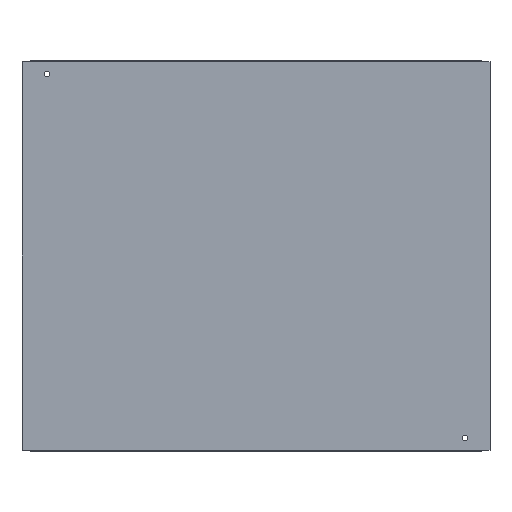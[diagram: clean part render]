
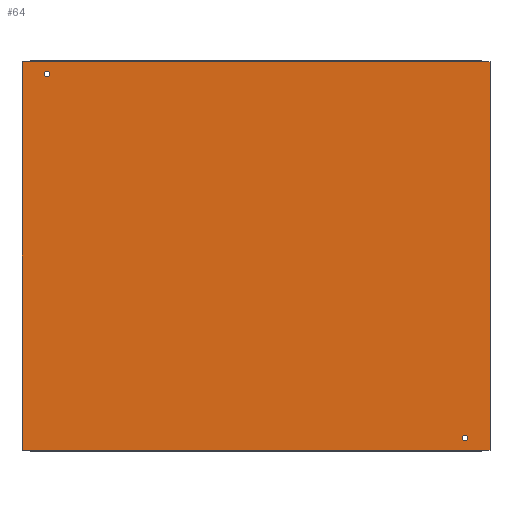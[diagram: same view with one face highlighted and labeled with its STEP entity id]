
A CAD part, front view. The second image highlights one B-rep face of the part: STEP entity #64.
In plain terms, the highlighted planar face has unit normal (0, -1, 0).
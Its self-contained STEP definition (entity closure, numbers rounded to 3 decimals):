
#64=ADVANCED_FACE('',(#119,#120,#121),#122,.F.);
#119=FACE_OUTER_BOUND('',#191,.T.);
#120=FACE_BOUND('',#192,.T.);
#121=FACE_BOUND('',#193,.T.);
#122=PLANE('',#194);
#191=EDGE_LOOP('',(#363,#364,#365,#366,#367,#368,#369,#370,#371,#372,#373,#374));
#192=EDGE_LOOP('',(#375,#376));
#193=EDGE_LOOP('',(#377,#378));
#194=AXIS2_PLACEMENT_3D('',#379,#380,#381);
#363=ORIENTED_EDGE('',*,*,#542,.F.);
#364=ORIENTED_EDGE('',*,*,#543,.F.);
#365=ORIENTED_EDGE('',*,*,#544,.F.);
#366=ORIENTED_EDGE('',*,*,#545,.F.);
#367=ORIENTED_EDGE('',*,*,#546,.F.);
#368=ORIENTED_EDGE('',*,*,#541,.T.);
#369=ORIENTED_EDGE('',*,*,#522,.F.);
#370=ORIENTED_EDGE('',*,*,#520,.F.);
#371=ORIENTED_EDGE('',*,*,#518,.F.);
#372=ORIENTED_EDGE('',*,*,#516,.F.);
#373=ORIENTED_EDGE('',*,*,#514,.F.);
#374=ORIENTED_EDGE('',*,*,#547,.F.);
#375=ORIENTED_EDGE('',*,*,#548,.T.);
#376=ORIENTED_EDGE('',*,*,#549,.T.);
#377=ORIENTED_EDGE('',*,*,#550,.T.);
#378=ORIENTED_EDGE('',*,*,#551,.T.);
#379=CARTESIAN_POINT('',(0.0,-1.5,-365.82));
#380=DIRECTION('',(0.0,1.0,0.0));
#381=DIRECTION('',(0.0,0.0,-1.0));
#514=EDGE_CURVE('',#614,#617,#618,.T.);
#516=EDGE_CURVE('',#617,#620,#621,.T.);
#518=EDGE_CURVE('',#620,#623,#624,.T.);
#520=EDGE_CURVE('',#623,#626,#627,.T.);
#522=EDGE_CURVE('',#626,#629,#630,.T.);
#541=EDGE_CURVE('',#649,#629,#658,.T.);
#542=EDGE_CURVE('',#659,#660,#661,.T.);
#543=EDGE_CURVE('',#662,#659,#663,.T.);
#544=EDGE_CURVE('',#664,#662,#665,.T.);
#545=EDGE_CURVE('',#666,#664,#667,.T.);
#546=EDGE_CURVE('',#649,#666,#668,.T.);
#547=EDGE_CURVE('',#660,#614,#669,.T.);
#548=EDGE_CURVE('',#670,#671,#672,.T.);
#549=EDGE_CURVE('',#671,#670,#673,.T.);
#550=EDGE_CURVE('',#674,#675,#676,.T.);
#551=EDGE_CURVE('',#675,#674,#677,.T.);
#614=VERTEX_POINT('',#761);
#617=VERTEX_POINT('',#765);
#618=LINE('',#766,#767);
#620=VERTEX_POINT('',#770);
#621=LINE('',#771,#772);
#623=VERTEX_POINT('',#775);
#624=LINE('',#776,#777);
#626=VERTEX_POINT('',#780);
#627=LINE('',#781,#782);
#629=VERTEX_POINT('',#785);
#630=LINE('',#786,#787);
#649=VERTEX_POINT('',#814);
#658=LINE('',#829,#830);
#659=VERTEX_POINT('',#831);
#660=VERTEX_POINT('',#832);
#661=LINE('',#833,#834);
#662=VERTEX_POINT('',#835);
#663=LINE('',#836,#837);
#664=VERTEX_POINT('',#838);
#665=LINE('',#839,#840);
#666=VERTEX_POINT('',#841);
#667=LINE('',#842,#843);
#668=LINE('',#844,#845);
#669=LINE('',#846,#847);
#670=VERTEX_POINT('',#848);
#671=VERTEX_POINT('',#849);
#672=CIRCLE('',#850,5.1);
#673=CIRCLE('',#851,5.1);
#674=VERTEX_POINT('',#852);
#675=VERTEX_POINT('',#853);
#676=CIRCLE('',#854,5.1);
#677=CIRCLE('',#855,5.1);
#761=CARTESIAN_POINT('',(407.0,-1.5,350.5));
#765=CARTESIAN_POINT('',(407.0,-1.5,350.0));
#766=CARTESIAN_POINT('',(407.0,-1.5,350.5));
#767=VECTOR('',#928,0.5);
#770=CARTESIAN_POINT('',(422.0,-1.5,350.0));
#771=CARTESIAN_POINT('',(407.0,-1.5,350.0));
#772=VECTOR('',#930,15.0);
#775=CARTESIAN_POINT('',(422.0,-1.5,-350.0));
#776=CARTESIAN_POINT('',(422.0,-1.5,350.0));
#777=VECTOR('',#932,700.0);
#780=CARTESIAN_POINT('',(407.0,-1.5,-350.0));
#781=CARTESIAN_POINT('',(422.0,-1.5,-350.0));
#782=VECTOR('',#934,15.0);
#785=CARTESIAN_POINT('',(407.0,-1.5,-350.5));
#786=CARTESIAN_POINT('',(407.0,-1.5,-350.0));
#787=VECTOR('',#936,0.5);
#814=CARTESIAN_POINT('',(-407.0,-1.5,-350.5));
#829=CARTESIAN_POINT('',(-407.0,-1.5,-350.5));
#830=VECTOR('',#963,814.0);
#831=CARTESIAN_POINT('',(-407.0,-1.5,350.0));
#832=CARTESIAN_POINT('',(-407.0,-1.5,350.5));
#833=CARTESIAN_POINT('',(-407.0,-1.5,350.0));
#834=VECTOR('',#964,0.5);
#835=CARTESIAN_POINT('',(-422.0,-1.5,350.0));
#836=CARTESIAN_POINT('',(-422.0,-1.5,350.0));
#837=VECTOR('',#965,15.0);
#838=CARTESIAN_POINT('',(-422.0,-1.5,-350.0));
#839=CARTESIAN_POINT('',(-422.0,-1.5,-350.0));
#840=VECTOR('',#966,700.0);
#841=CARTESIAN_POINT('',(-407.0,-1.5,-350.0));
#842=CARTESIAN_POINT('',(-407.0,-1.5,-350.0));
#843=VECTOR('',#967,15.0);
#844=CARTESIAN_POINT('',(-407.0,-1.5,-350.5));
#845=VECTOR('',#968,0.5);
#846=CARTESIAN_POINT('',(-407.0,-1.5,350.5));
#847=VECTOR('',#969,814.0);
#848=CARTESIAN_POINT('',(-371.9,-1.5,328.0));
#849=CARTESIAN_POINT('',(-382.1,-1.5,328.0));
#850=AXIS2_PLACEMENT_3D('',#970,#971,#972);
#851=AXIS2_PLACEMENT_3D('',#973,#974,#975);
#852=CARTESIAN_POINT('',(382.1,-1.5,-328.0));
#853=CARTESIAN_POINT('',(371.9,-1.5,-328.0));
#854=AXIS2_PLACEMENT_3D('',#976,#977,#978);
#855=AXIS2_PLACEMENT_3D('',#979,#980,#981);
#928=DIRECTION('',(0.0,0.0,-1.0));
#930=DIRECTION('',(1.0,0.0,0.0));
#932=DIRECTION('',(0.0,0.0,-1.0));
#934=DIRECTION('',(-1.0,0.0,0.0));
#936=DIRECTION('',(0.0,0.0,-1.0));
#963=DIRECTION('',(1.0,0.0,0.0));
#964=DIRECTION('',(0.0,0.0,1.0));
#965=DIRECTION('',(1.0,0.0,0.0));
#966=DIRECTION('',(0.0,0.0,1.0));
#967=DIRECTION('',(-1.0,0.0,0.0));
#968=DIRECTION('',(0.0,0.0,1.0));
#969=DIRECTION('',(1.0,0.0,0.0));
#970=CARTESIAN_POINT('',(-377.0,-1.5,328.0));
#971=DIRECTION('',(-0.0,1.0,0.0));
#972=DIRECTION('',(1.0,0.0,0.0));
#973=CARTESIAN_POINT('',(-377.0,-1.5,328.0));
#974=DIRECTION('',(0.0,1.0,0.0));
#975=DIRECTION('',(-1.0,0.0,0.0));
#976=CARTESIAN_POINT('',(377.0,-1.5,-328.0));
#977=DIRECTION('',(-0.0,1.0,0.0));
#978=DIRECTION('',(1.0,0.0,0.0));
#979=CARTESIAN_POINT('',(377.0,-1.5,-328.0));
#980=DIRECTION('',(0.0,1.0,0.0));
#981=DIRECTION('',(-1.0,0.0,0.0));
